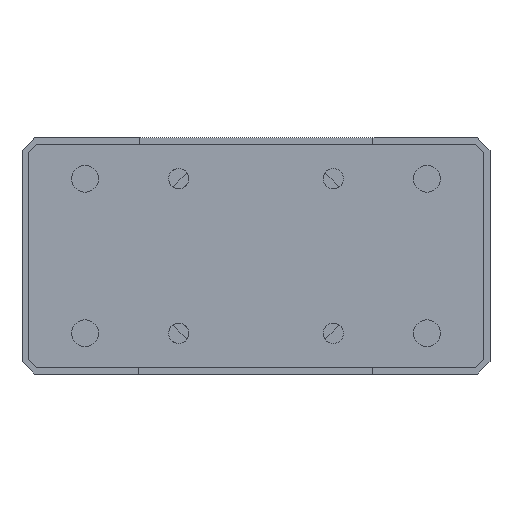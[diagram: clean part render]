
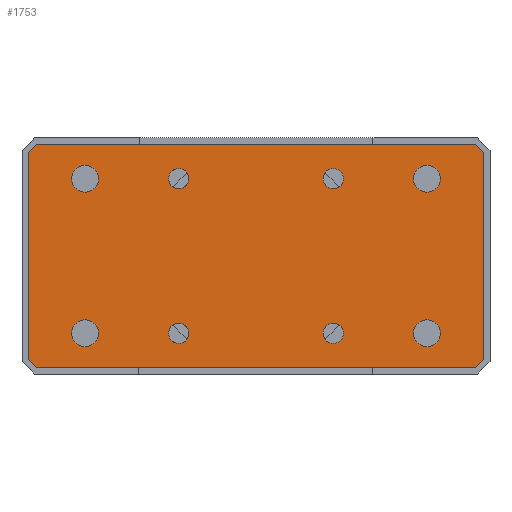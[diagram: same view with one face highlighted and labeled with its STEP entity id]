
A CAD part, front view. The second image highlights one B-rep face of the part: STEP entity #1753.
In plain terms, the highlighted face is planar.
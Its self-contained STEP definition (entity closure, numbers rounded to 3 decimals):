
#88=LINE('',#3129,#168);
#92=LINE('',#3137,#172);
#95=LINE('',#3143,#175);
#98=LINE('',#3149,#178);
#101=LINE('',#3155,#181);
#104=LINE('',#3161,#184);
#107=LINE('',#3167,#187);
#109=LINE('',#3170,#189);
#168=VECTOR('',#2514,1000.);
#172=VECTOR('',#2520,1000.);
#175=VECTOR('',#2525,1000.);
#178=VECTOR('',#2530,1000.);
#181=VECTOR('',#2535,1000.);
#184=VECTOR('',#2540,1000.);
#187=VECTOR('',#2545,1000.);
#189=VECTOR('',#2549,1000.);
#278=PLANE('',#2010);
#649=ORIENTED_EDGE('',*,*,#857,.T.);
#650=ORIENTED_EDGE('',*,*,#836,.T.);
#651=ORIENTED_EDGE('',*,*,#840,.T.);
#652=ORIENTED_EDGE('',*,*,#843,.T.);
#653=ORIENTED_EDGE('',*,*,#846,.T.);
#654=ORIENTED_EDGE('',*,*,#849,.T.);
#655=ORIENTED_EDGE('',*,*,#852,.T.);
#656=ORIENTED_EDGE('',*,*,#855,.T.);
#657=ORIENTED_EDGE('',*,*,#813,.T.);
#658=ORIENTED_EDGE('',*,*,#817,.T.);
#659=ORIENTED_EDGE('',*,*,#821,.T.);
#660=ORIENTED_EDGE('',*,*,#825,.T.);
#661=ORIENTED_EDGE('',*,*,#827,.T.);
#662=ORIENTED_EDGE('',*,*,#829,.T.);
#663=ORIENTED_EDGE('',*,*,#831,.T.);
#664=ORIENTED_EDGE('',*,*,#833,.T.);
#813=EDGE_CURVE('',#987,#987,#1108,.T.);
#817=EDGE_CURVE('',#991,#991,#1112,.T.);
#821=EDGE_CURVE('',#995,#995,#1116,.T.);
#825=EDGE_CURVE('',#999,#999,#1120,.T.);
#827=EDGE_CURVE('',#1000,#1000,#1122,.T.);
#829=EDGE_CURVE('',#1001,#1001,#1124,.T.);
#831=EDGE_CURVE('',#1002,#1002,#1126,.T.);
#833=EDGE_CURVE('',#1003,#1003,#1128,.T.);
#836=EDGE_CURVE('',#1007,#1006,#88,.T.);
#840=EDGE_CURVE('',#1006,#1009,#92,.T.);
#843=EDGE_CURVE('',#1009,#1011,#95,.T.);
#846=EDGE_CURVE('',#1011,#1013,#98,.T.);
#849=EDGE_CURVE('',#1013,#1015,#101,.T.);
#852=EDGE_CURVE('',#1015,#1017,#104,.T.);
#855=EDGE_CURVE('',#1017,#1019,#107,.T.);
#857=EDGE_CURVE('',#1019,#1007,#109,.T.);
#987=VERTEX_POINT('',#3073);
#991=VERTEX_POINT('',#3084);
#995=VERTEX_POINT('',#3095);
#999=VERTEX_POINT('',#3106);
#1000=VERTEX_POINT('',#3110);
#1001=VERTEX_POINT('',#3114);
#1002=VERTEX_POINT('',#3118);
#1003=VERTEX_POINT('',#3122);
#1006=VERTEX_POINT('',#3128);
#1007=VERTEX_POINT('',#3130);
#1009=VERTEX_POINT('',#3136);
#1011=VERTEX_POINT('',#3142);
#1013=VERTEX_POINT('',#3148);
#1015=VERTEX_POINT('',#3154);
#1017=VERTEX_POINT('',#3160);
#1019=VERTEX_POINT('',#3166);
#1108=CIRCLE('',#1967,3.3);
#1112=CIRCLE('',#1974,3.3);
#1116=CIRCLE('',#1981,3.3);
#1120=CIRCLE('',#1988,3.3);
#1122=CIRCLE('',#1991,2.5);
#1124=CIRCLE('',#1994,2.5);
#1126=CIRCLE('',#1997,2.5);
#1128=CIRCLE('',#2000,2.5);
#1350=EDGE_LOOP('',(#649,#650,#651,#652,#653,#654,#655,#656));
#1351=EDGE_LOOP('',(#657));
#1352=EDGE_LOOP('',(#658));
#1353=EDGE_LOOP('',(#659));
#1354=EDGE_LOOP('',(#660));
#1355=EDGE_LOOP('',(#661));
#1356=EDGE_LOOP('',(#662));
#1357=EDGE_LOOP('',(#663));
#1358=EDGE_LOOP('',(#664));
#1585=FACE_BOUND('',#1350,.T.);
#1586=FACE_BOUND('',#1351,.T.);
#1587=FACE_BOUND('',#1352,.T.);
#1588=FACE_BOUND('',#1353,.T.);
#1589=FACE_BOUND('',#1354,.T.);
#1590=FACE_BOUND('',#1355,.T.);
#1591=FACE_BOUND('',#1356,.T.);
#1592=FACE_BOUND('',#1357,.T.);
#1593=FACE_BOUND('',#1358,.T.);
#1753=ADVANCED_FACE('',(#1585,#1586,#1587,#1588,#1589,#1590,#1591,#1592,
#1593),#278,.F.);
#1967=AXIS2_PLACEMENT_3D('',#3072,#2442,#2443);
#1974=AXIS2_PLACEMENT_3D('',#3083,#2456,#2457);
#1981=AXIS2_PLACEMENT_3D('',#3094,#2470,#2471);
#1988=AXIS2_PLACEMENT_3D('',#3105,#2484,#2485);
#1991=AXIS2_PLACEMENT_3D('',#3109,#2490,#2491);
#1994=AXIS2_PLACEMENT_3D('',#3113,#2496,#2497);
#1997=AXIS2_PLACEMENT_3D('',#3117,#2502,#2503);
#2000=AXIS2_PLACEMENT_3D('',#3121,#2508,#2509);
#2010=AXIS2_PLACEMENT_3D('',#3172,#2552,#2553);
#2442=DIRECTION('',(0.,0.,1.));
#2443=DIRECTION('',(1.,0.,0.));
#2456=DIRECTION('',(0.,0.,1.));
#2457=DIRECTION('',(1.,0.,0.));
#2470=DIRECTION('',(0.,0.,1.));
#2471=DIRECTION('',(1.,0.,0.));
#2484=DIRECTION('',(0.,0.,1.));
#2485=DIRECTION('',(1.,0.,0.));
#2490=DIRECTION('',(0.,0.,1.));
#2491=DIRECTION('',(-1.,0.,0.));
#2496=DIRECTION('',(0.,0.,1.));
#2497=DIRECTION('',(-1.,0.,0.));
#2502=DIRECTION('',(0.,0.,1.));
#2503=DIRECTION('',(-1.,0.,0.));
#2508=DIRECTION('',(0.,0.,1.));
#2509=DIRECTION('',(-1.,0.,0.));
#2514=DIRECTION('',(1.,0.,0.));
#2520=DIRECTION('',(0.707,-0.707,0.));
#2525=DIRECTION('',(0.,-1.,0.));
#2530=DIRECTION('',(-0.707,-0.707,0.));
#2535=DIRECTION('',(-1.,0.,0.));
#2540=DIRECTION('',(-0.707,0.707,0.));
#2545=DIRECTION('',(0.,1.,0.));
#2549=DIRECTION('',(0.707,0.707,0.));
#2552=DIRECTION('',(0.,0.,1.));
#2553=DIRECTION('',(1.,0.,0.));
#3072=CARTESIAN_POINT('',(42.,-19.,0.));
#3073=CARTESIAN_POINT('',(45.3,-19.,0.));
#3083=CARTESIAN_POINT('',(-42.,19.,0.));
#3084=CARTESIAN_POINT('',(-38.7,19.,0.));
#3094=CARTESIAN_POINT('',(-42.,-19.,0.));
#3095=CARTESIAN_POINT('',(-38.7,-19.,0.));
#3105=CARTESIAN_POINT('',(42.,19.,0.));
#3106=CARTESIAN_POINT('',(45.3,19.,0.));
#3109=CARTESIAN_POINT('',(19.,19.,0.));
#3110=CARTESIAN_POINT('',(16.5,19.,0.));
#3113=CARTESIAN_POINT('',(19.,-19.,0.));
#3114=CARTESIAN_POINT('',(16.5,-19.,0.));
#3117=CARTESIAN_POINT('',(-19.,-19.,0.));
#3118=CARTESIAN_POINT('',(-21.5,-19.,0.));
#3121=CARTESIAN_POINT('',(-19.,19.,0.));
#3122=CARTESIAN_POINT('',(-21.5,19.,0.));
#3128=CARTESIAN_POINT('',(54.,27.5,0.));
#3129=CARTESIAN_POINT('',(-54.,27.5,0.));
#3130=CARTESIAN_POINT('',(-54.,27.5,0.));
#3136=CARTESIAN_POINT('',(56.,25.5,0.));
#3137=CARTESIAN_POINT('',(54.,27.5,0.));
#3142=CARTESIAN_POINT('',(56.,-25.5,0.));
#3143=CARTESIAN_POINT('',(56.,25.5,0.));
#3148=CARTESIAN_POINT('',(54.,-27.5,0.));
#3149=CARTESIAN_POINT('',(56.,-25.5,0.));
#3154=CARTESIAN_POINT('',(-54.,-27.5,0.));
#3155=CARTESIAN_POINT('',(54.,-27.5,0.));
#3160=CARTESIAN_POINT('',(-56.,-25.5,0.));
#3161=CARTESIAN_POINT('',(-54.,-27.5,0.));
#3166=CARTESIAN_POINT('',(-56.,25.5,0.));
#3167=CARTESIAN_POINT('',(-56.,-25.5,0.));
#3170=CARTESIAN_POINT('',(-56.,25.5,0.));
#3172=CARTESIAN_POINT('',(0.,0.,0.));
